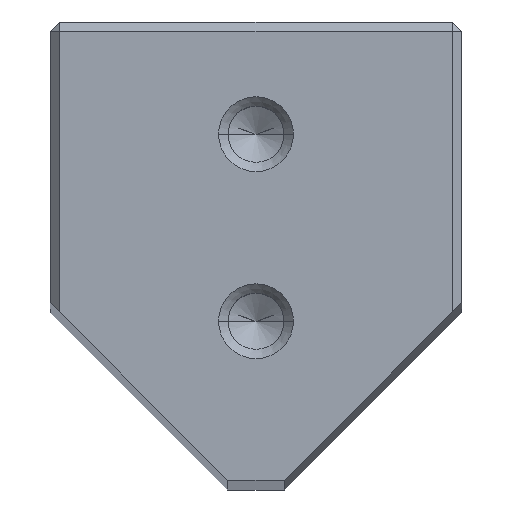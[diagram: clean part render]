
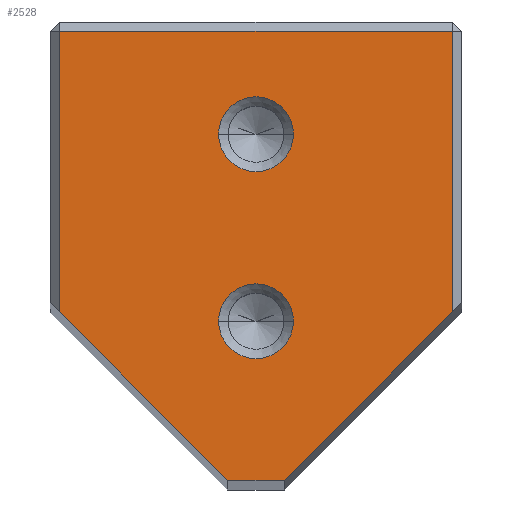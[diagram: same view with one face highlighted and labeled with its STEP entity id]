
A CAD part, top view. The second image highlights one B-rep face of the part: STEP entity #2528.
In plain terms, the highlighted planar face has unit normal (0, 0, 1).
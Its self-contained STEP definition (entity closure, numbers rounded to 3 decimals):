
#2528=ADVANCED_FACE('',(#3365,#3366,#3367),#2861,.T.);
#2861=PLANE('',#8645);
#3089=CIRCLE('',#8573,2.);
#3091=CIRCLE('',#8576,2.);
#3132=CIRCLE('',#8643,2.);
#3133=CIRCLE('',#8644,2.);
#3365=FACE_BOUND('',#3456,.T.);
#3366=FACE_BOUND('',#3457,.T.);
#3367=FACE_BOUND('',#3458,.T.);
#3456=EDGE_LOOP('',(#4190,#4191));
#3457=EDGE_LOOP('',(#4192,#4193));
#3458=EDGE_LOOP('',(#4194,#4195,#4196,#4197,#4198,#4199));
#4190=ORIENTED_EDGE('',*,*,#6527,.T.);
#4191=ORIENTED_EDGE('',*,*,#6624,.T.);
#4192=ORIENTED_EDGE('',*,*,#6523,.T.);
#4193=ORIENTED_EDGE('',*,*,#6625,.T.);
#4194=ORIENTED_EDGE('',*,*,#6606,.T.);
#4195=ORIENTED_EDGE('',*,*,#6626,.T.);
#4196=ORIENTED_EDGE('',*,*,#6627,.T.);
#4197=ORIENTED_EDGE('',*,*,#6628,.T.);
#4198=ORIENTED_EDGE('',*,*,#6612,.T.);
#4199=ORIENTED_EDGE('',*,*,#6608,.T.);
#5907=VERTEX_POINT('',#11013);
#5908=VERTEX_POINT('',#11015);
#5911=VERTEX_POINT('',#11022);
#5912=VERTEX_POINT('',#11024);
#5967=VERTEX_POINT('',#11178);
#5968=VERTEX_POINT('',#11180);
#5969=VERTEX_POINT('',#11184);
#5972=VERTEX_POINT('',#11192);
#5979=VERTEX_POINT('',#11216);
#5980=VERTEX_POINT('',#11218);
#6523=EDGE_CURVE('',#5908,#5907,#3089,.T.);
#6527=EDGE_CURVE('',#5912,#5911,#3091,.T.);
#6606=EDGE_CURVE('',#5968,#5967,#7407,.T.);
#6608=EDGE_CURVE('',#5969,#5968,#7409,.T.);
#6612=EDGE_CURVE('',#5972,#5969,#7413,.T.);
#6624=EDGE_CURVE('',#5911,#5912,#3132,.T.);
#6625=EDGE_CURVE('',#5907,#5908,#3133,.T.);
#6626=EDGE_CURVE('',#5967,#5979,#7422,.T.);
#6627=EDGE_CURVE('',#5979,#5980,#7423,.T.);
#6628=EDGE_CURVE('',#5980,#5972,#7424,.T.);
#7407=LINE('',#11179,#8085);
#7409=LINE('',#11183,#8087);
#7413=LINE('',#11191,#8091);
#7422=LINE('',#11215,#8100);
#7423=LINE('',#11217,#8101);
#7424=LINE('',#11219,#8102);
#8085=VECTOR('',#9272,1.);
#8087=VECTOR('',#9276,1.);
#8091=VECTOR('',#9282,1.);
#8100=VECTOR('',#9307,1.);
#8101=VECTOR('',#9308,1.);
#8102=VECTOR('',#9309,1.);
#8573=AXIS2_PLACEMENT_3D('',#11014,#9105,#9106);
#8576=AXIS2_PLACEMENT_3D('',#11023,#9113,#9114);
#8643=AXIS2_PLACEMENT_3D('',#11213,#9303,#9304);
#8644=AXIS2_PLACEMENT_3D('',#11214,#9305,#9306);
#8645=AXIS2_PLACEMENT_3D('',#11220,#9310,#9311);
#9105=DIRECTION('',(0.,0.,-1.));
#9106=DIRECTION('',(1.,0.,0.));
#9113=DIRECTION('',(0.,0.,-1.));
#9114=DIRECTION('',(1.,0.,0.));
#9272=DIRECTION('',(0.707,0.707,0.));
#9276=DIRECTION('',(1.,0.,0.));
#9282=DIRECTION('',(0.707,-0.707,0.));
#9303=DIRECTION('',(0.,0.,-1.));
#9304=DIRECTION('',(1.,0.,0.));
#9305=DIRECTION('',(0.,0.,-1.));
#9306=DIRECTION('',(1.,0.,0.));
#9307=DIRECTION('',(0.,1.,0.));
#9308=DIRECTION('',(-1.,0.,0.));
#9309=DIRECTION('',(0.,-1.,0.));
#9310=DIRECTION('',(0.,0.,1.));
#9311=DIRECTION('',(1.,0.,0.));
#11013=CARTESIAN_POINT('',(-2.,38.,0.));
#11014=CARTESIAN_POINT('',(0.,38.,0.));
#11015=CARTESIAN_POINT('',(2.,38.,0.));
#11022=CARTESIAN_POINT('',(-2.,28.,0.));
#11023=CARTESIAN_POINT('',(0.,28.,0.));
#11024=CARTESIAN_POINT('',(2.,28.,0.));
#11178=CARTESIAN_POINT('',(10.5,28.5,0.));
#11179=CARTESIAN_POINT('',(1.5,19.5,0.));
#11180=CARTESIAN_POINT('',(1.5,19.5,0.));
#11183=CARTESIAN_POINT('',(-1.5,19.5,0.));
#11184=CARTESIAN_POINT('',(-1.5,19.5,0.));
#11191=CARTESIAN_POINT('',(-1.5,19.5,0.));
#11192=CARTESIAN_POINT('',(-10.5,28.5,0.));
#11213=CARTESIAN_POINT('',(0.,28.,0.));
#11214=CARTESIAN_POINT('',(0.,38.,0.));
#11215=CARTESIAN_POINT('',(10.5,18.,0.));
#11216=CARTESIAN_POINT('',(10.5,43.5,0.));
#11217=CARTESIAN_POINT('',(0.,43.5,0.));
#11218=CARTESIAN_POINT('',(-10.5,43.5,0.));
#11219=CARTESIAN_POINT('',(-10.5,18.,0.));
#11220=CARTESIAN_POINT('',(0.,18.,0.));
